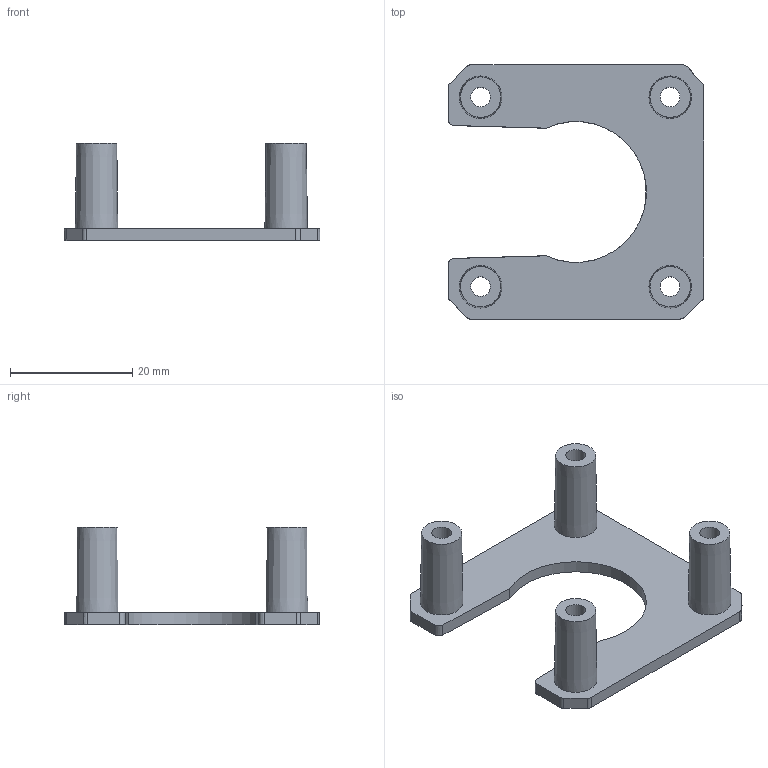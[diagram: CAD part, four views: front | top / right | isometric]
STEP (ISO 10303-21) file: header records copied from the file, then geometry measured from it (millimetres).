
FILE_DESCRIPTION(/* description */ (''),/* implementation_level */ '2;1');
FILE_NAME(/* name */ '9825ed4d-6a1e-4a39-9005-6464f0a12165.stp',/* time_stamp */ '2016-12-28T12:32:04+00:00',/* author */ (''),/* organization */ (''),/* preprocessor_version */ 'ST-DEVELOPER v16.5',/* originating_system */ 'Autodesk Translation Framework v5.2.0.2920',/* authorisation */ '');
FILE_SCHEMA (('AUTOMOTIVE_DESIGN { 1 0 10303 214 3 1 1 }'));
Length unit declared in the file: millimetre
Products named in the file (1): motor v2 v2
Bounding box: 41.8 x 41.6 x 16 mm (x, y, z)
Volume: 3619.3 mm3; surface area: 4299.7 mm2
Topology: 1 solids, 1 shells, 40 faces, 100 edges, 66 vertices
Faces by surface type: plane 21, cone 15, cylinder 4
Full cylindrical faces by diameter (mm): 3.2 x4
Entity records: 1211 total; most frequent: DIRECTION 212, CARTESIAN_POINT 199, ORIENTED_EDGE 184, EDGE_CURVE 92, AXIS2_PLACEMENT_3D 79, VERTEX_POINT 66, EDGE_LOOP 60, LINE 54
